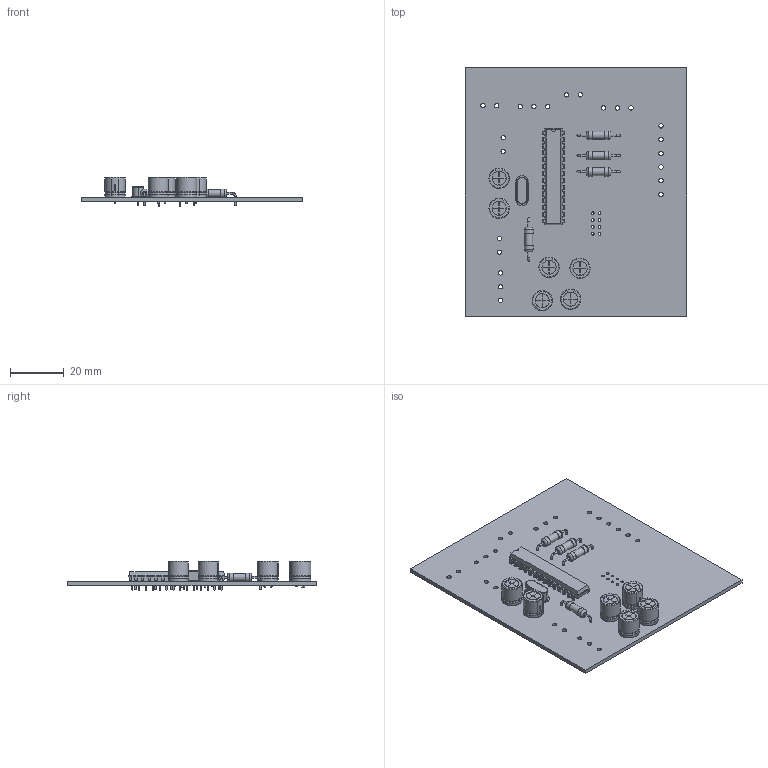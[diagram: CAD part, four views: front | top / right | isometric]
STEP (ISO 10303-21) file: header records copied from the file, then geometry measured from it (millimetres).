
FILE_DESCRIPTION(('KiCad electronic assembly'),'2;1');
FILE_NAME('ledsrobo.step','2025-10-18T15:07:05',('Pcbnew'),('Kicad'), 'Open CASCADE STEP processor 7.9','KiCad to STEP converter','Unknown' );
FILE_SCHEMA(('AUTOMOTIVE_DESIGN { 1 0 10303 214 1 1 1 1 }'));
Length unit declared in the file: millimetre
Products named in the file (6): ledsrobo 1; CP_Radial_D7.5mm_P2.50mm; R_Axial_DIN0309_L9.0mm_D3.2mm_P15.24mm_Horizontal; DIP-28_W7.62mm; Crystal_HC49-4H_Vertical; ledsrobo_PCB
Assembly tree (13 placements, depth 2):
  ledsrobo 1
    CP_Radial_D7.5mm_P2.50mm  x6
    R_Axial_DIN0309_L9.0mm_D3.2mm_P15.24mm_Horizontal  x4
    DIP-28_W7.62mm
    Crystal_HC49-4H_Vertical
    ledsrobo_PCB
Bounding box: 82 x 92 x 10.8 mm (x, y, z)
Volume: 14350.3 mm3; surface area: 19553.9 mm2
Topology: 13 solids, 19 shells, 945 faces, 2401 edges, 1532 vertices
Faces by surface type: plane 569, cylinder 256, bspline 64, torus 32, revolution 24
Full cylindrical faces by diameter (mm): 0.5 x14, 0.7 x16, 0.8 x50, 1 x8, 1.6 x23, 2.88 x4, 3.2 x8
Entity records: 25841 total; most frequent: CARTESIAN_POINT 4585, ORIENTED_EDGE 3570, DIRECTION 3397, EDGE_CURVE 1785, LINE 1375, VECTOR 1375, VERTEX_POINT 1144, AXIS2_PLACEMENT_3D 1009
